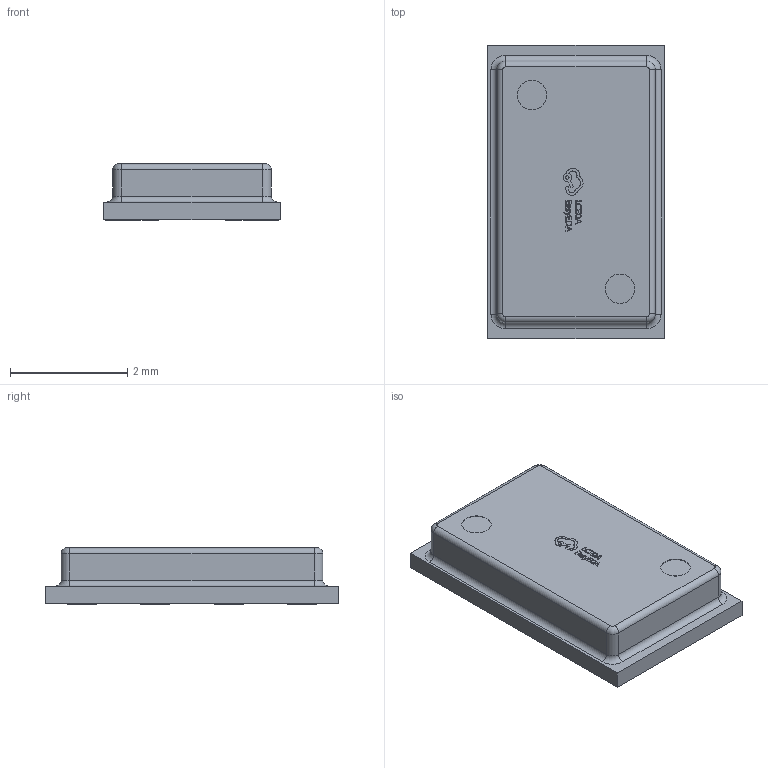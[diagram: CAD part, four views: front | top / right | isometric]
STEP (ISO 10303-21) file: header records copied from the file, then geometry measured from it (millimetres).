
FILE_DESCRIPTION (( 'STEP AP214' ), '1' );
FILE_NAME ('SENSOR-SMD_MS560702BA03-50.step', '2022-07-12T14:35:47', ( '' ), ( '' ), 'SwSTEP 2.0', 'SolidWorks 2020', '' );
FILE_SCHEMA (( 'AUTOMOTIVE_DESIGN' ));
Length unit declared in the file: millimetre
Products named in the file (1): SENSOR-SMD_MS560702BA03-50
Bounding box: 3 x 5 x 0.96 mm (x, y, z)
Volume: 12.3 mm3; surface area: 43 mm2
Topology: 1 solids, 1 shells, 360 faces, 947 edges, 626 vertices
Faces by surface type: plane 224, bspline 112, cylinder 16, torus 8
Entity records: 16189 total; most frequent: CARTESIAN_POINT 4038, ORIENTED_EDGE 1894, DIRECTION 1257, EDGE_CURVE 947, LINE 679, VECTOR 679, VERTEX_POINT 626, EDGE_LOOP 397
